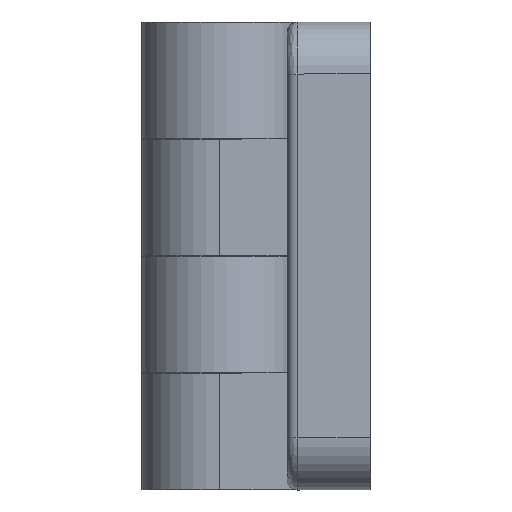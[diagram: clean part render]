
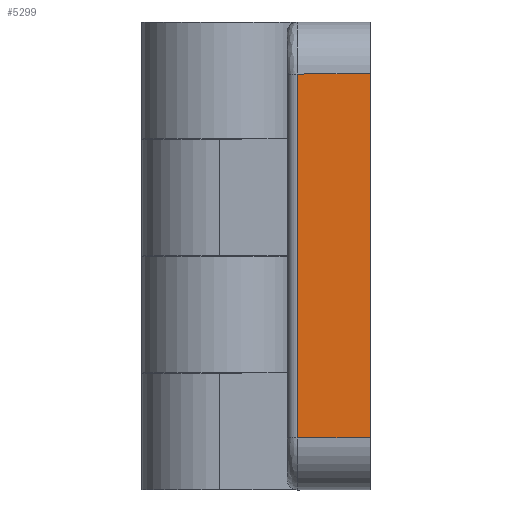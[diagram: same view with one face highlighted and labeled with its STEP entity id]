
A CAD part, left-side view. The second image highlights one B-rep face of the part: STEP entity #5299.
In plain terms, the highlighted planar face has unit normal (-1, 0, 0).
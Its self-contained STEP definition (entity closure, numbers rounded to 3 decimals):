
#175 = VECTOR ( 'NONE', #8551, 1000. ) ;
#464 = VECTOR ( 'NONE', #2672, 1000. ) ;
#622 = EDGE_CURVE ( 'NONE', #4968, #4157, #7757, .T. ) ;
#652 = B_SPLINE_CURVE_WITH_KNOTS ( 'NONE', 1,
 ( #5815, #5144 ),
 .UNSPECIFIED., .F., .F.,
 ( 2, 2 ),
 ( 0., 1. ),
 .UNSPECIFIED. ) ;
#917 = CARTESIAN_POINT ( 'NONE',  ( 52663.375, 15082.326, 40. ) ) ;
#1365 = VERTEX_POINT ( 'NONE', #6511 ) ;
#1799 = VERTEX_POINT ( 'NONE', #917 ) ;
#1837 = ORIENTED_EDGE ( 'NONE', *, *, #7807, .F. ) ;
#1858 = ORIENTED_EDGE ( 'NONE', *, *, #6558, .T. ) ;
#1872 = DIRECTION ( 'NONE',  ( 0., 1., 0. ) ) ;
#1876 = ORIENTED_EDGE ( 'NONE', *, *, #4348, .F. ) ;
#1904 = ORIENTED_EDGE ( 'NONE', *, *, #622, .T. ) ;
#2107 = DIRECTION ( 'NONE',  ( 0., -1., 0. ) ) ;
#2636 = FACE_OUTER_BOUND ( 'NONE', #4891, .T. ) ;
#2672 = DIRECTION ( 'NONE',  ( 0., 1., 0. ) ) ;
#2892 = CARTESIAN_POINT ( 'NONE',  ( 52663.375, 15078.826, 40. ) ) ;
#2954 = LINE ( 'NONE', #2892, #8263 ) ;
#3417 = PLANE ( 'NONE',  #7697 ) ;
#3442 = CARTESIAN_POINT ( 'NONE',  ( 52663.375, 15078.826, 5. ) ) ;
#4157 = VERTEX_POINT ( 'NONE', #8651 ) ;
#4322 = CARTESIAN_POINT ( 'NONE',  ( 52663.375, 15075.326, 5. ) ) ;
#4348 = EDGE_CURVE ( 'NONE', #4968, #1365, #6469, .T. ) ;
#4561 = CARTESIAN_POINT ( 'NONE',  ( 52663.375, 15075.326, 22.5 ) ) ;
#4889 = CARTESIAN_POINT ( 'NONE',  ( 52663.375, 15075.326, 40. ) ) ;
#4891 = EDGE_LOOP ( 'NONE', ( #1837, #1858, #1876, #1904 ) ) ;
#4968 = VERTEX_POINT ( 'NONE', #4322 ) ;
#5144 = CARTESIAN_POINT ( 'NONE',  ( 52663.375, 15082.326, 5. ) ) ;
#5299 = ADVANCED_FACE ( 'NONE', ( #2636 ), #3417, .T. ) ;
#5815 = CARTESIAN_POINT ( 'NONE',  ( 52663.375, 15082.326, 40. ) ) ;
#6269 = DIRECTION ( 'NONE',  ( -1., 0., 0. ) ) ;
#6469 = LINE ( 'NONE', #3442, #464 ) ;
#6511 = CARTESIAN_POINT ( 'NONE',  ( 52663.375, 15082.326, 5. ) ) ;
#6558 = EDGE_CURVE ( 'NONE', #1799, #1365, #652, .T. ) ;
#7697 = AXIS2_PLACEMENT_3D ( 'NONE', #4889, #6269, #1872 ) ;
#7757 = LINE ( 'NONE', #4561, #175 ) ;
#7807 = EDGE_CURVE ( 'NONE', #1799, #4157, #2954, .T. ) ;
#8263 = VECTOR ( 'NONE', #2107, 1000. ) ;
#8551 = DIRECTION ( 'NONE',  ( 0., 0., 1. ) ) ;
#8651 = CARTESIAN_POINT ( 'NONE',  ( 52663.375, 15075.326, 40. ) ) ;
